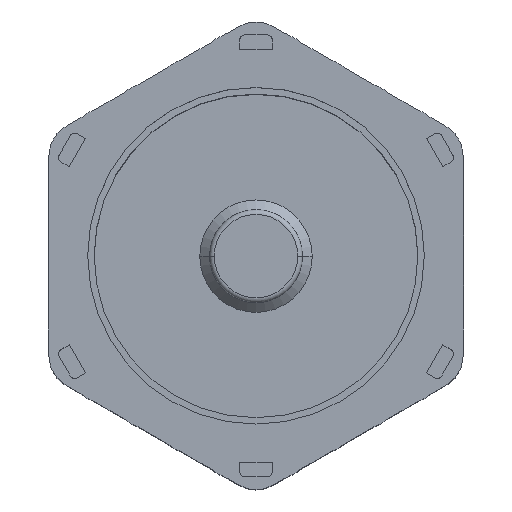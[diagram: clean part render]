
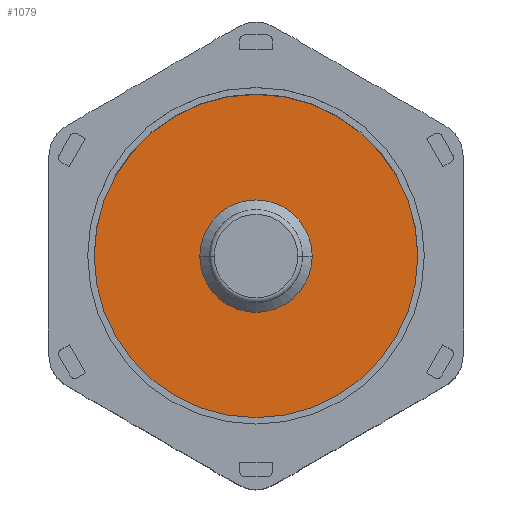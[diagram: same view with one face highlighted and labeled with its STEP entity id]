
A CAD part, top view. The second image highlights one B-rep face of the part: STEP entity #1079.
In plain terms, the highlighted planar face has unit normal (0, 0, 1).
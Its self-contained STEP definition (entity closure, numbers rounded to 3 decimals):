
#61 = PLANE ( 'NONE',  #3653 ) ;
#508 = CIRCLE ( 'NONE', #1413, 10. ) ;
#961 = EDGE_CURVE ( 'NONE', #1704, #4468, #1202, .T. ) ;
#1079 = ADVANCED_FACE ( 'NONE', ( #1844, #5927 ), #61, .F. ) ;
#1202 = CIRCLE ( 'NONE', #1351, 3.475 ) ;
#1351 = AXIS2_PLACEMENT_3D ( 'NONE', #6255, #5968, #6210 ) ;
#1413 = AXIS2_PLACEMENT_3D ( 'NONE', #6038, #2994, #6545 ) ;
#1414 = DIRECTION ( 'NONE',  ( 0., 0., 1. ) ) ;
#1434 = CARTESIAN_POINT ( 'NONE',  ( 0., 0., -13.8 ) ) ;
#1532 = ORIENTED_EDGE ( 'NONE', *, *, #3201, .F. ) ;
#1599 = CARTESIAN_POINT ( 'NONE',  ( 10., 0., -13.8 ) ) ;
#1704 = VERTEX_POINT ( 'NONE', #2749 ) ;
#1844 = FACE_BOUND ( 'NONE', #3816, .T. ) ;
#2430 = ORIENTED_EDGE ( 'NONE', *, *, #961, .F. ) ;
#2749 = CARTESIAN_POINT ( 'NONE',  ( 3.475, 0., -13.8 ) ) ;
#2916 = ORIENTED_EDGE ( 'NONE', *, *, #3063, .T. ) ;
#2994 = DIRECTION ( 'NONE',  ( 0., 0., 1. ) ) ;
#3052 = CARTESIAN_POINT ( 'NONE',  ( -10., 0., -13.8 ) ) ;
#3063 = EDGE_CURVE ( 'NONE', #6240, #6329, #5744, .T. ) ;
#3151 = DIRECTION ( 'NONE',  ( 1., 0., 0. ) ) ;
#3201 = EDGE_CURVE ( 'NONE', #4468, #1704, #5211, .T. ) ;
#3328 = EDGE_LOOP ( 'NONE', ( #3847, #2916 ) ) ;
#3391 = AXIS2_PLACEMENT_3D ( 'NONE', #1434, #1414, #3151 ) ;
#3525 = AXIS2_PLACEMENT_3D ( 'NONE', #3871, #3854, #3828 ) ;
#3653 = AXIS2_PLACEMENT_3D ( 'NONE', #3863, #3888, #3801 ) ;
#3801 = DIRECTION ( 'NONE',  ( -1., 0., 0. ) ) ;
#3816 = EDGE_LOOP ( 'NONE', ( #1532, #2430 ) ) ;
#3828 = DIRECTION ( 'NONE',  ( -1., 0., 0. ) ) ;
#3847 = ORIENTED_EDGE ( 'NONE', *, *, #5603, .T. ) ;
#3854 = DIRECTION ( 'NONE',  ( 0., 0., 1. ) ) ;
#3863 = CARTESIAN_POINT ( 'NONE',  ( 0., 10., -13.8 ) ) ;
#3871 = CARTESIAN_POINT ( 'NONE',  ( 0., 0., -13.8 ) ) ;
#3888 = DIRECTION ( 'NONE',  ( 0., 0., -1. ) ) ;
#4468 = VERTEX_POINT ( 'NONE', #6454 ) ;
#5211 = CIRCLE ( 'NONE', #3391, 3.475 ) ;
#5603 = EDGE_CURVE ( 'NONE', #6329, #6240, #508, .T. ) ;
#5744 = CIRCLE ( 'NONE', #3525, 10. ) ;
#5927 = FACE_OUTER_BOUND ( 'NONE', #3328, .T. ) ;
#5968 = DIRECTION ( 'NONE',  ( 0., 0., 1. ) ) ;
#6038 = CARTESIAN_POINT ( 'NONE',  ( 0., 0., -13.8 ) ) ;
#6210 = DIRECTION ( 'NONE',  ( 1., 0., 0. ) ) ;
#6240 = VERTEX_POINT ( 'NONE', #3052 ) ;
#6255 = CARTESIAN_POINT ( 'NONE',  ( 0., 0., -13.8 ) ) ;
#6329 = VERTEX_POINT ( 'NONE', #1599 ) ;
#6454 = CARTESIAN_POINT ( 'NONE',  ( -3.475, 0., -13.8 ) ) ;
#6545 = DIRECTION ( 'NONE',  ( -1., 0., 0. ) ) ;
